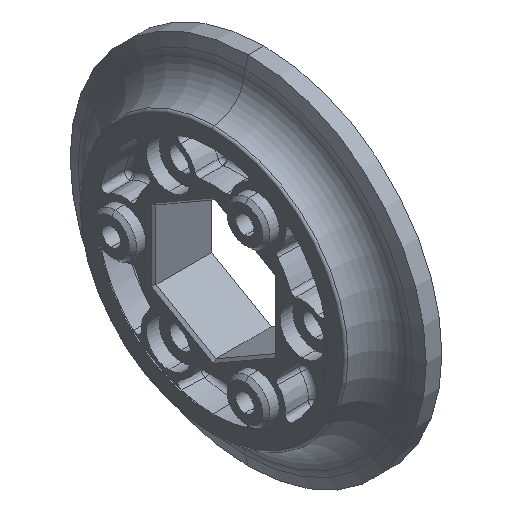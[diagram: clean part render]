
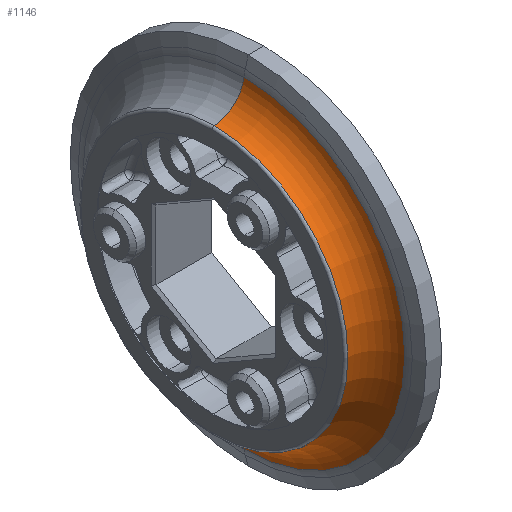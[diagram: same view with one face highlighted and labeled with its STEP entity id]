
A CAD part, isometric view. The second image highlights one B-rep face of the part: STEP entity #1146.
In plain terms, the highlighted toroidal (fillet/blend) face has major radius 17.716 mm and minor radius 3.429 mm.
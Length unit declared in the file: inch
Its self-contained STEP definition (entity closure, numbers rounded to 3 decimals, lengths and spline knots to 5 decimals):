
#233 = DIRECTION ( 'NONE',  ( 0., 0., 1. ) ) ;
#367 = DIRECTION ( 'NONE',  ( 0., -1., 0. ) ) ;
#586 = CARTESIAN_POINT ( 'NONE',  ( 0.00037, 0., 0. ) ) ;
#611 = VERTEX_POINT ( 'NONE', #3677 ) ;
#841 = ORIENTED_EDGE ( 'NONE', *, *, #6847, .T. ) ;
#938 = EDGE_CURVE ( 'NONE', #5257, #3533, #3889, .T. ) ;
#999 = CARTESIAN_POINT ( 'NONE',  ( 0.00934, 0., 0. ) ) ;
#1146 = ADVANCED_FACE ( 'NONE', ( #2117 ), #4878, .F. ) ;
#1365 = CIRCLE ( 'NONE', #3955, 0.135 ) ;
#1626 = CIRCLE ( 'NONE', #2176, 0.67749 ) ;
#1864 = CARTESIAN_POINT ( 'NONE',  ( 0.13388, 0., 0.67749 ) ) ;
#1933 = DIRECTION ( 'NONE',  ( 0., 0., 1. ) ) ;
#1946 = EDGE_LOOP ( 'NONE', ( #841, #5994, #4938, #2462 ) ) ;
#2117 = FACE_OUTER_BOUND ( 'NONE', #1946, .T. ) ;
#2176 = AXIS2_PLACEMENT_3D ( 'NONE', #4767, #6891, #233 ) ;
#2462 = ORIENTED_EDGE ( 'NONE', *, *, #4118, .F. ) ;
#2642 = DIRECTION ( 'NONE',  ( 0., 0., -1. ) ) ;
#2758 = CARTESIAN_POINT ( 'NONE',  ( 0.00934, 0., -0.5628 ) ) ;
#3013 = CARTESIAN_POINT ( 'NONE',  ( 0.00037, 0., -0.6975 ) ) ;
#3160 = DIRECTION ( 'NONE',  ( 0., 0., 1. ) ) ;
#3216 = DIRECTION ( 'NONE',  ( 1., 0., 0. ) ) ;
#3303 = AXIS2_PLACEMENT_3D ( 'NONE', #4592, #6717, #1933 ) ;
#3420 = CIRCLE ( 'NONE', #3303, 0.135 ) ;
#3445 = AXIS2_PLACEMENT_3D ( 'NONE', #999, #4730, #3160 ) ;
#3533 = VERTEX_POINT ( 'NONE', #2758 ) ;
#3677 = CARTESIAN_POINT ( 'NONE',  ( 0.13388, 0., -0.67749 ) ) ;
#3889 = CIRCLE ( 'NONE', #3445, 0.5628 ) ;
#3955 = AXIS2_PLACEMENT_3D ( 'NONE', #3013, #367, #6376 ) ;
#4118 = EDGE_CURVE ( 'NONE', #611, #3533, #1365, .T. ) ;
#4592 = CARTESIAN_POINT ( 'NONE',  ( 0.00037, 0., 0.6975 ) ) ;
#4730 = DIRECTION ( 'NONE',  ( 1., 0., 0. ) ) ;
#4767 = CARTESIAN_POINT ( 'NONE',  ( 0.13388, 0., 0. ) ) ;
#4878 = TOROIDAL_SURFACE ( 'NONE', #6316, 0.6975, 0.135 ) ;
#4938 = ORIENTED_EDGE ( 'NONE', *, *, #938, .T. ) ;
#5257 = VERTEX_POINT ( 'NONE', #5928 ) ;
#5558 = EDGE_CURVE ( 'NONE', #5892, #5257, #3420, .T. ) ;
#5892 = VERTEX_POINT ( 'NONE', #1864 ) ;
#5928 = CARTESIAN_POINT ( 'NONE',  ( 0.00934, 0., 0.5628 ) ) ;
#5994 = ORIENTED_EDGE ( 'NONE', *, *, #5558, .T. ) ;
#6316 = AXIS2_PLACEMENT_3D ( 'NONE', #586, #3216, #2642 ) ;
#6376 = DIRECTION ( 'NONE',  ( 0., 0., -1. ) ) ;
#6717 = DIRECTION ( 'NONE',  ( 0., 1., 0. ) ) ;
#6847 = EDGE_CURVE ( 'NONE', #611, #5892, #1626, .T. ) ;
#6891 = DIRECTION ( 'NONE',  ( -1., 0., 0. ) ) ;
